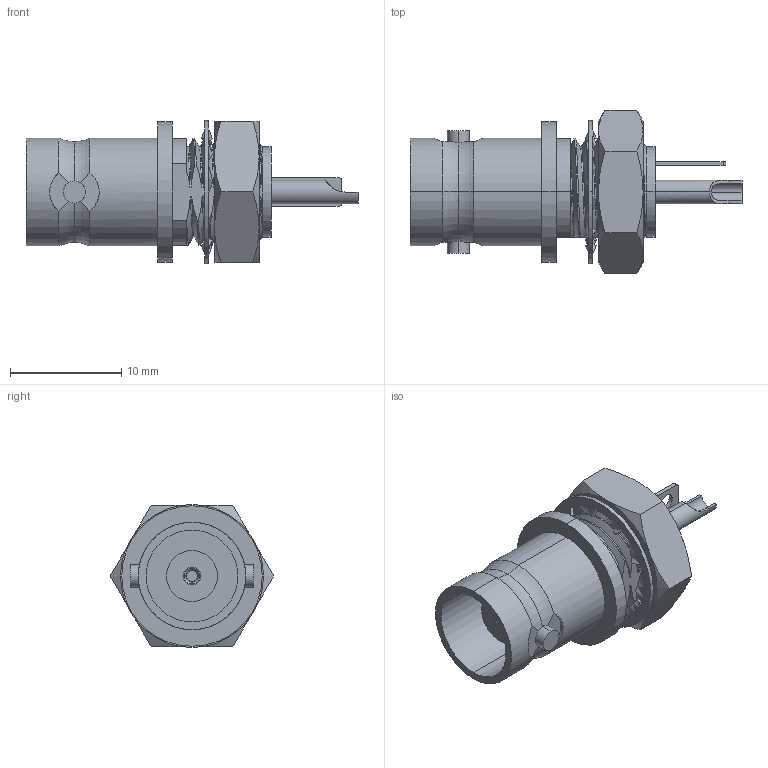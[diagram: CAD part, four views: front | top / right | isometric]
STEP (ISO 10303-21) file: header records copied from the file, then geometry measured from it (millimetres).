
FILE_DESCRIPTION (( 'STEP AP203' ), '1' );
FILE_NAME ('PE4091-FMCN1353.step', '2018-11-19T17:56:34', ( '' ), ( '' ), 'SwSTEP 2.0', 'SolidWorks 2017', '' );
FILE_SCHEMA (( 'CONFIG_CONTROL_DESIGN' ));
Length unit declared in the file: inch
Products named in the file (1): PE4091-FMCN1353
Bounding box: 29.79 x 14.66 x 12.84 mm (x, y, z)
Volume: 1525.3 mm3; surface area: 2214.7 mm2
Topology: 4 solids, 5 shells, 264 faces, 735 edges, 490 vertices
Faces by surface type: cylinder 105, bspline 68, plane 53, cone 32, torus 6
Entity records: 18599 total; most frequent: CARTESIAN_POINT 12627, ORIENTED_EDGE 1470, DIRECTION 930, EDGE_CURVE 735, VERTEX_POINT 490, AXIS2_PLACEMENT_3D 369, EDGE_LOOP 281, B_SPLINE_CURVE_WITH_KNOTS 269
